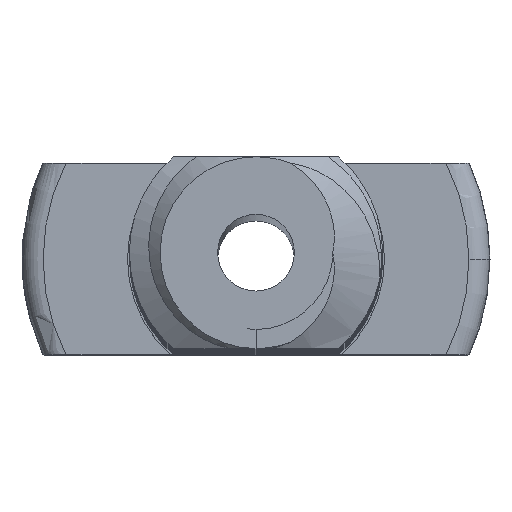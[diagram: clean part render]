
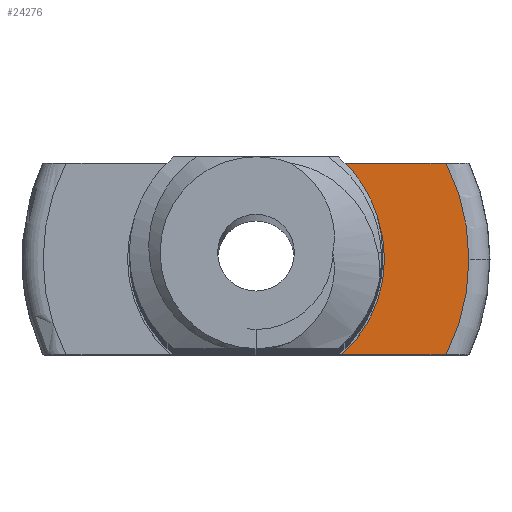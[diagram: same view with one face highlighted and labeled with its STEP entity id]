
A CAD part, top view. The second image highlights one B-rep face of the part: STEP entity #24276.
In plain terms, the highlighted planar face has unit normal (0, 0, 1).
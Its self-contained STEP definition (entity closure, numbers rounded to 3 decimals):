
#5309 = PLANE('',#5310);
#5310 = AXIS2_PLACEMENT_3D('',#5311,#5312,#5313);
#5311 = CARTESIAN_POINT('',(12.5,-2.5,106.584));
#5312 = DIRECTION('',(0.,1.,0.));
#5313 = DIRECTION('',(-1.,0.,0.));
#6098 = PLANE('',#6099);
#6099 = AXIS2_PLACEMENT_3D('',#6100,#6101,#6102);
#6100 = CARTESIAN_POINT('',(-12.5,2.5,106.584));
#6101 = DIRECTION('',(0.,-1.,0.));
#6102 = DIRECTION('',(1.,0.,0.));
#7979 = VERTEX_POINT('',#7980);
#7980 = CARTESIAN_POINT('',(2.23,-2.5,0.));
#7994 = CYLINDRICAL_SURFACE('',#7995,3.35);
#7995 = AXIS2_PLACEMENT_3D('',#7996,#7997,#7998);
#7996 = CARTESIAN_POINT('',(0.,0.,1.8)
  );
#7997 = DIRECTION('',(0.,0.,-1.));
#7998 = DIRECTION('',(1.,0.,0.));
#8006 = EDGE_CURVE('',#8007,#7979,#8009,.T.);
#8007 = VERTEX_POINT('',#8008);
#8008 = CARTESIAN_POINT('',(4.955,-2.5,0.));
#8009 = SURFACE_CURVE('',#8010,(#8014,#8021),.PCURVE_S1.);
#8010 = LINE('',#8011,#8012);
#8011 = CARTESIAN_POINT('',(6.25,-2.5,0.));
#8012 = VECTOR('',#8013,1.);
#8013 = DIRECTION('',(-1.,0.,0.));
#8014 = PCURVE('',#5309,#8015);
#8015 = DEFINITIONAL_REPRESENTATION('',(#8016),#8020);
#8016 = LINE('',#8017,#8018);
#8017 = CARTESIAN_POINT('',(6.25,-106.584));
#8018 = VECTOR('',#8019,1.);
#8019 = DIRECTION('',(1.,0.));
#8020 = ( GEOMETRIC_REPRESENTATION_CONTEXT(2) 
PARAMETRIC_REPRESENTATION_CONTEXT() REPRESENTATION_CONTEXT('2D SPACE',''
  ) );
#8021 = PCURVE('',#8022,#8027);
#8022 = PLANE('',#8023);
#8023 = AXIS2_PLACEMENT_3D('',#8024,#8025,#8026);
#8024 = CARTESIAN_POINT('',(0.,0.,
    0.));
#8025 = DIRECTION('',(0.,0.,-1.));
#8026 = DIRECTION('',(1.,0.,0.));
#8027 = DEFINITIONAL_REPRESENTATION('',(#8028),#8032);
#8028 = LINE('',#8029,#8030);
#8029 = CARTESIAN_POINT('',(6.25,2.5));
#8030 = VECTOR('',#8031,1.);
#8031 = DIRECTION('',(-1.,0.));
#8032 = ( GEOMETRIC_REPRESENTATION_CONTEXT(2) 
PARAMETRIC_REPRESENTATION_CONTEXT() REPRESENTATION_CONTEXT('2D SPACE',''
  ) );
#8088 = TOROIDAL_SURFACE('',#8089,5.55,0.55);
#8089 = AXIS2_PLACEMENT_3D('',#8090,#8091,#8092);
#8090 = CARTESIAN_POINT('',(0.,0.,-0.55)
  );
#8091 = DIRECTION('',(0.,0.,1.));
#8092 = DIRECTION('',(1.,0.,0.));
#19813 = TOROIDAL_SURFACE('',#19814,5.55,0.55);
#19814 = AXIS2_PLACEMENT_3D('',#19815,#19816,#19817);
#19815 = CARTESIAN_POINT('',(0.,0.,-0.55
    ));
#19816 = DIRECTION('',(0.,0.,1.));
#19817 = DIRECTION('',(1.,0.,0.));
#21923 = VERTEX_POINT('',#21924);
#21924 = CARTESIAN_POINT('',(4.955,2.5,0.));
#22002 = EDGE_CURVE('',#22003,#21923,#22005,.T.);
#22003 = VERTEX_POINT('',#22004);
#22004 = CARTESIAN_POINT('',(2.23,2.5,0.));
#22005 = SURFACE_CURVE('',#22006,(#22010,#22017),.PCURVE_S1.);
#22006 = LINE('',#22007,#22008);
#22007 = CARTESIAN_POINT('',(-6.25,2.5,0.));
#22008 = VECTOR('',#22009,1.);
#22009 = DIRECTION('',(1.,0.,0.));
#22010 = PCURVE('',#6098,#22011);
#22011 = DEFINITIONAL_REPRESENTATION('',(#22012),#22016);
#22012 = LINE('',#22013,#22014);
#22013 = CARTESIAN_POINT('',(6.25,-106.584));
#22014 = VECTOR('',#22015,1.);
#22015 = DIRECTION('',(1.,0.));
#22016 = ( GEOMETRIC_REPRESENTATION_CONTEXT(2) 
PARAMETRIC_REPRESENTATION_CONTEXT() REPRESENTATION_CONTEXT('2D SPACE',''
  ) );
#22017 = PCURVE('',#8022,#22018);
#22018 = DEFINITIONAL_REPRESENTATION('',(#22019),#22023);
#22019 = LINE('',#22020,#22021);
#22020 = CARTESIAN_POINT('',(-6.25,-2.5));
#22021 = VECTOR('',#22022,1.);
#22022 = DIRECTION('',(1.,0.));
#22023 = ( GEOMETRIC_REPRESENTATION_CONTEXT(2) 
PARAMETRIC_REPRESENTATION_CONTEXT() REPRESENTATION_CONTEXT('2D SPACE',''
  ) );
#22039 = CYLINDRICAL_SURFACE('',#22040,3.35);
#22040 = AXIS2_PLACEMENT_3D('',#22041,#22042,#22043);
#22041 = CARTESIAN_POINT('',(0.,0.,1.8)
  );
#22042 = DIRECTION('',(0.,0.,-1.));
#22043 = DIRECTION('',(1.,0.,0.));
#24231 = VERTEX_POINT('',#24232);
#24232 = CARTESIAN_POINT('',(3.35,0.,0.
    ));
#24255 = EDGE_CURVE('',#24231,#7979,#24256,.T.);
#24256 = SURFACE_CURVE('',#24257,(#24262,#24269),.PCURVE_S1.);
#24257 = CIRCLE('',#24258,3.35);
#24258 = AXIS2_PLACEMENT_3D('',#24259,#24260,#24261);
#24259 = CARTESIAN_POINT('',(0.,0.,
    0.));
#24260 = DIRECTION('',(0.,0.,-1.));
#24261 = DIRECTION('',(1.,0.,0.));
#24262 = PCURVE('',#7994,#24263);
#24263 = DEFINITIONAL_REPRESENTATION('',(#24264),#24268);
#24264 = LINE('',#24265,#24266);
#24265 = CARTESIAN_POINT('',(0.,1.8));
#24266 = VECTOR('',#24267,1.);
#24267 = DIRECTION('',(1.,0.));
#24268 = ( GEOMETRIC_REPRESENTATION_CONTEXT(2) 
PARAMETRIC_REPRESENTATION_CONTEXT() REPRESENTATION_CONTEXT('2D SPACE',''
  ) );
#24269 = PCURVE('',#8022,#24270);
#24270 = DEFINITIONAL_REPRESENTATION('',(#24271),#24275);
#24271 = CIRCLE('',#24272,3.35);
#24272 = AXIS2_PLACEMENT_2D('',#24273,#24274);
#24273 = CARTESIAN_POINT('',(0.,0.));
#24274 = DIRECTION('',(1.,0.));
#24275 = ( GEOMETRIC_REPRESENTATION_CONTEXT(2) 
PARAMETRIC_REPRESENTATION_CONTEXT() REPRESENTATION_CONTEXT('2D SPACE',''
  ) );
#24276 = ADVANCED_FACE('',(#24277),#8022,.F.);
#24277 = FACE_BOUND('',#24278,.T.);
#24278 = EDGE_LOOP('',(#24279,#24301,#24302,#24303,#24327,#24349));
#24279 = ORIENTED_EDGE('',*,*,#24280,.T.);
#24280 = EDGE_CURVE('',#22003,#24231,#24281,.T.);
#24281 = SURFACE_CURVE('',#24282,(#24287,#24294),.PCURVE_S1.);
#24282 = CIRCLE('',#24283,3.35);
#24283 = AXIS2_PLACEMENT_3D('',#24284,#24285,#24286);
#24284 = CARTESIAN_POINT('',(0.,0.,
    0.));
#24285 = DIRECTION('',(0.,0.,-1.));
#24286 = DIRECTION('',(1.,0.,0.));
#24287 = PCURVE('',#8022,#24288);
#24288 = DEFINITIONAL_REPRESENTATION('',(#24289),#24293);
#24289 = CIRCLE('',#24290,3.35);
#24290 = AXIS2_PLACEMENT_2D('',#24291,#24292);
#24291 = CARTESIAN_POINT('',(0.,0.));
#24292 = DIRECTION('',(1.,0.));
#24293 = ( GEOMETRIC_REPRESENTATION_CONTEXT(2) 
PARAMETRIC_REPRESENTATION_CONTEXT() REPRESENTATION_CONTEXT('2D SPACE',''
  ) );
#24294 = PCURVE('',#22039,#24295);
#24295 = DEFINITIONAL_REPRESENTATION('',(#24296),#24300);
#24296 = LINE('',#24297,#24298);
#24297 = CARTESIAN_POINT('',(0.,1.8));
#24298 = VECTOR('',#24299,1.);
#24299 = DIRECTION('',(1.,0.));
#24300 = ( GEOMETRIC_REPRESENTATION_CONTEXT(2) 
PARAMETRIC_REPRESENTATION_CONTEXT() REPRESENTATION_CONTEXT('2D SPACE',''
  ) );
#24301 = ORIENTED_EDGE('',*,*,#24255,.T.);
#24302 = ORIENTED_EDGE('',*,*,#8006,.F.);
#24303 = ORIENTED_EDGE('',*,*,#24304,.F.);
#24304 = EDGE_CURVE('',#24305,#8007,#24307,.T.);
#24305 = VERTEX_POINT('',#24306);
#24306 = CARTESIAN_POINT('',(5.55,0.,0.
    ));
#24307 = SURFACE_CURVE('',#24308,(#24313,#24320),.PCURVE_S1.);
#24308 = CIRCLE('',#24309,5.55);
#24309 = AXIS2_PLACEMENT_3D('',#24310,#24311,#24312);
#24310 = CARTESIAN_POINT('',(0.,0.,
    0.));
#24311 = DIRECTION('',(0.,0.,-1.));
#24312 = DIRECTION('',(1.,0.,0.));
#24313 = PCURVE('',#8022,#24314);
#24314 = DEFINITIONAL_REPRESENTATION('',(#24315),#24319);
#24315 = CIRCLE('',#24316,5.55);
#24316 = AXIS2_PLACEMENT_2D('',#24317,#24318);
#24317 = CARTESIAN_POINT('',(0.,0.));
#24318 = DIRECTION('',(1.,0.));
#24319 = ( GEOMETRIC_REPRESENTATION_CONTEXT(2) 
PARAMETRIC_REPRESENTATION_CONTEXT() REPRESENTATION_CONTEXT('2D SPACE',''
  ) );
#24320 = PCURVE('',#8088,#24321);
#24321 = DEFINITIONAL_REPRESENTATION('',(#24322),#24326);
#24322 = LINE('',#24323,#24324);
#24323 = CARTESIAN_POINT('',(0.,7.854));
#24324 = VECTOR('',#24325,1.);
#24325 = DIRECTION('',(-1.,0.));
#24326 = ( GEOMETRIC_REPRESENTATION_CONTEXT(2) 
PARAMETRIC_REPRESENTATION_CONTEXT() REPRESENTATION_CONTEXT('2D SPACE',''
  ) );
#24327 = ORIENTED_EDGE('',*,*,#24328,.F.);
#24328 = EDGE_CURVE('',#21923,#24305,#24329,.T.);
#24329 = SURFACE_CURVE('',#24330,(#24335,#24342),.PCURVE_S1.);
#24330 = CIRCLE('',#24331,5.55);
#24331 = AXIS2_PLACEMENT_3D('',#24332,#24333,#24334);
#24332 = CARTESIAN_POINT('',(0.,0.,
    0.));
#24333 = DIRECTION('',(0.,0.,-1.));
#24334 = DIRECTION('',(1.,0.,0.));
#24335 = PCURVE('',#8022,#24336);
#24336 = DEFINITIONAL_REPRESENTATION('',(#24337),#24341);
#24337 = CIRCLE('',#24338,5.55);
#24338 = AXIS2_PLACEMENT_2D('',#24339,#24340);
#24339 = CARTESIAN_POINT('',(0.,0.));
#24340 = DIRECTION('',(1.,0.));
#24341 = ( GEOMETRIC_REPRESENTATION_CONTEXT(2) 
PARAMETRIC_REPRESENTATION_CONTEXT() REPRESENTATION_CONTEXT('2D SPACE',''
  ) );
#24342 = PCURVE('',#19813,#24343);
#24343 = DEFINITIONAL_REPRESENTATION('',(#24344),#24348);
#24344 = LINE('',#24345,#24346);
#24345 = CARTESIAN_POINT('',(0.,7.854));
#24346 = VECTOR('',#24347,1.);
#24347 = DIRECTION('',(-1.,0.));
#24348 = ( GEOMETRIC_REPRESENTATION_CONTEXT(2) 
PARAMETRIC_REPRESENTATION_CONTEXT() REPRESENTATION_CONTEXT('2D SPACE',''
  ) );
#24349 = ORIENTED_EDGE('',*,*,#22002,.F.);
